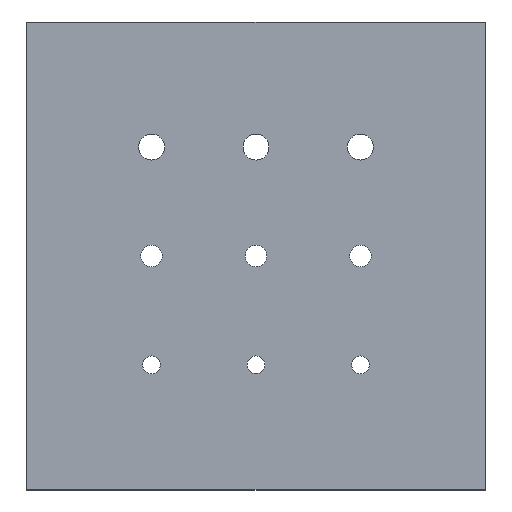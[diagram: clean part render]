
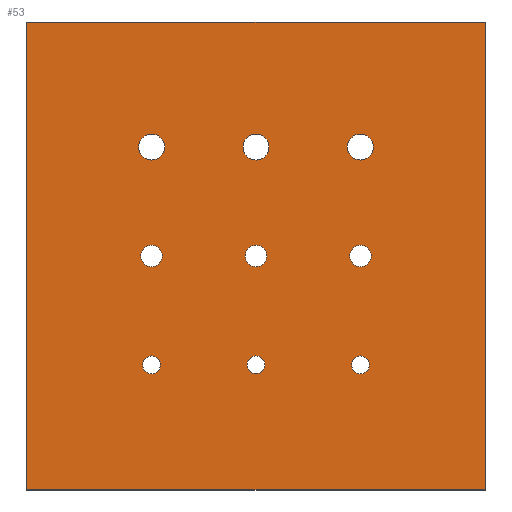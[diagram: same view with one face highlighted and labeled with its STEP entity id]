
A CAD part, top view. The second image highlights one B-rep face of the part: STEP entity #53.
In plain terms, the highlighted planar face has unit normal (0, 0, 1).
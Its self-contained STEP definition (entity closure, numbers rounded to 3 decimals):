
#14=FACE_BOUND('',#190,.T.);
#15=FACE_BOUND('',#191,.T.);
#16=FACE_BOUND('',#192,.T.);
#17=FACE_BOUND('',#193,.T.);
#18=FACE_BOUND('',#194,.T.);
#19=FACE_BOUND('',#195,.T.);
#20=FACE_BOUND('',#196,.T.);
#21=FACE_BOUND('',#197,.T.);
#22=FACE_BOUND('',#198,.T.);
#53=ADVANCED_FACE('',(#121,#14,#15,#16,#17,#18,#19,#20,#21,#22),#1091,.T.);
#121=FACE_OUTER_BOUND('',#189,.T.);
#189=EDGE_LOOP('',(#336,#337,#338,#339));
#190=EDGE_LOOP('',(#340));
#191=EDGE_LOOP('',(#341));
#192=EDGE_LOOP('',(#342));
#193=EDGE_LOOP('',(#343));
#194=EDGE_LOOP('',(#344));
#195=EDGE_LOOP('',(#345));
#196=EDGE_LOOP('',(#346));
#197=EDGE_LOOP('',(#347));
#198=EDGE_LOOP('',(#348));
#336=ORIENTED_EDGE('',*,*,#643,.T.);
#337=ORIENTED_EDGE('',*,*,#647,.F.);
#338=ORIENTED_EDGE('',*,*,#636,.T.);
#339=ORIENTED_EDGE('',*,*,#640,.T.);
#340=ORIENTED_EDGE('',*,*,#758,.T.);
#341=ORIENTED_EDGE('',*,*,#770,.T.);
#342=ORIENTED_EDGE('',*,*,#761,.T.);
#343=ORIENTED_EDGE('',*,*,#764,.T.);
#344=ORIENTED_EDGE('',*,*,#767,.T.);
#345=ORIENTED_EDGE('',*,*,#773,.T.);
#346=ORIENTED_EDGE('',*,*,#779,.T.);
#347=ORIENTED_EDGE('',*,*,#776,.T.);
#348=ORIENTED_EDGE('',*,*,#782,.T.);
#636=EDGE_CURVE('',#972,#973,#834,.T.);
#640=EDGE_CURVE('',#973,#976,#838,.T.);
#643=EDGE_CURVE('',#976,#978,#841,.T.);
#647=EDGE_CURVE('',#972,#978,#845,.T.);
#758=EDGE_CURVE('',#981,#981,#794,.T.);
#761=EDGE_CURVE('',#983,#983,#796,.T.);
#764=EDGE_CURVE('',#984,#984,#798,.T.);
#767=EDGE_CURVE('',#985,#985,#800,.T.);
#770=EDGE_CURVE('',#982,#982,#802,.T.);
#773=EDGE_CURVE('',#986,#986,#804,.T.);
#776=EDGE_CURVE('',#988,#988,#806,.T.);
#779=EDGE_CURVE('',#987,#987,#808,.T.);
#782=EDGE_CURVE('',#980,#980,#810,.T.);
#794=CIRCLE('',#1294,2.4);
#796=CIRCLE('',#1296,2.);
#798=CIRCLE('',#1298,2.);
#800=CIRCLE('',#1300,2.4);
#802=CIRCLE('',#1302,2.4);
#804=CIRCLE('',#1304,2.9);
#806=CIRCLE('',#1306,2.9);
#808=CIRCLE('',#1308,2.9);
#810=CIRCLE('',#1310,2.);
#834=B_SPLINE_CURVE_WITH_KNOTS('',1,(#1648,#1649),.UNSPECIFIED.,.F.,.F.,
(2,2),(0.,102.4),.UNSPECIFIED.);
#838=B_SPLINE_CURVE_WITH_KNOTS('',1,(#1656,#1657),.UNSPECIFIED.,.F.,.F.,
(2,2),(102.4,206.8),.UNSPECIFIED.);
#841=B_SPLINE_CURVE_WITH_KNOTS('',1,(#1662,#1663),.UNSPECIFIED.,.F.,.F.,
(2,2),(206.8,309.2),.UNSPECIFIED.);
#845=B_SPLINE_CURVE_WITH_KNOTS('',1,(#1670,#1671),.UNSPECIFIED.,.F.,.F.,
(2,2),(0.,104.4),.UNSPECIFIED.);
#972=VERTEX_POINT('',#1506);
#973=VERTEX_POINT('',#1507);
#976=VERTEX_POINT('',#1510);
#978=VERTEX_POINT('',#1512);
#980=VERTEX_POINT('',#1514);
#981=VERTEX_POINT('',#1515);
#982=VERTEX_POINT('',#1516);
#983=VERTEX_POINT('',#1517);
#984=VERTEX_POINT('',#1518);
#985=VERTEX_POINT('',#1519);
#986=VERTEX_POINT('',#1520);
#987=VERTEX_POINT('',#1521);
#988=VERTEX_POINT('',#1522);
#1091=PLANE('',#1238);
#1238=AXIS2_PLACEMENT_3D('',#1434,#1327,$);
#1294=AXIS2_PLACEMENT_3D($,#1892,#1383,#1384);
#1296=AXIS2_PLACEMENT_3D($,#1896,#1387,#1388);
#1298=AXIS2_PLACEMENT_3D($,#1900,#1391,#1392);
#1300=AXIS2_PLACEMENT_3D($,#1904,#1395,#1396);
#1302=AXIS2_PLACEMENT_3D($,#1908,#1399,#1400);
#1304=AXIS2_PLACEMENT_3D($,#1912,#1403,#1404);
#1306=AXIS2_PLACEMENT_3D($,#1916,#1407,#1408);
#1308=AXIS2_PLACEMENT_3D($,#1920,#1411,#1412);
#1310=AXIS2_PLACEMENT_3D($,#1924,#1415,#1416);
#1327=DIRECTION('',(0.,0.,1.));
#1383=DIRECTION('',(0.,0.,-1.));
#1384=DIRECTION('',(1.,0.,0.));
#1387=DIRECTION('',(0.,0.,-1.));
#1388=DIRECTION('',(1.,0.,0.));
#1391=DIRECTION('',(0.,0.,-1.));
#1392=DIRECTION('',(1.,0.,0.));
#1395=DIRECTION('',(0.,0.,-1.));
#1396=DIRECTION('',(1.,0.,0.));
#1399=DIRECTION('',(0.,0.,-1.));
#1400=DIRECTION('',(1.,0.,0.));
#1403=DIRECTION('',(0.,0.,-1.));
#1404=DIRECTION('',(1.,0.,0.));
#1407=DIRECTION('',(0.,0.,-1.));
#1408=DIRECTION('',(1.,0.,0.));
#1411=DIRECTION('',(0.,0.,-1.));
#1412=DIRECTION('',(1.,0.,0.));
#1415=DIRECTION('',(0.,0.,-1.));
#1416=DIRECTION('',(1.,0.,0.));
#1434=CARTESIAN_POINT('',(-2.2,-2.2,7.));
#1506=CARTESIAN_POINT('',(100.2,102.2,7.));
#1507=CARTESIAN_POINT('',(-2.2,102.2,7.));
#1510=CARTESIAN_POINT('',(-2.2,-2.2,7.));
#1512=CARTESIAN_POINT('',(100.2,-2.2,7.));
#1514=CARTESIAN_POINT('',(27.7,25.7,7.));
#1515=CARTESIAN_POINT('',(28.1,50.,7.));
#1516=CARTESIAN_POINT('',(51.4,50.,7.));
#1517=CARTESIAN_POINT('',(51.,25.7,7.));
#1518=CARTESIAN_POINT('',(74.3,25.7,7.));
#1519=CARTESIAN_POINT('',(74.7,50.,7.));
#1520=CARTESIAN_POINT('',(75.2,74.3,7.));
#1521=CARTESIAN_POINT('',(28.6,74.3,7.));
#1522=CARTESIAN_POINT('',(51.9,74.3,7.));
#1648=CARTESIAN_POINT('',(100.2,102.2,7.));
#1649=CARTESIAN_POINT('',(-2.2,102.2,7.));
#1656=CARTESIAN_POINT('',(-2.2,102.2,7.));
#1657=CARTESIAN_POINT('',(-2.2,-2.2,7.));
#1662=CARTESIAN_POINT('',(-2.2,-2.2,7.));
#1663=CARTESIAN_POINT('',(100.2,-2.2,7.));
#1670=CARTESIAN_POINT('',(100.2,102.2,7.));
#1671=CARTESIAN_POINT('',(100.2,-2.2,7.));
#1892=CARTESIAN_POINT('',(25.7,50.,7.));
#1896=CARTESIAN_POINT('',(49.,25.7,7.));
#1900=CARTESIAN_POINT('',(72.3,25.7,7.));
#1904=CARTESIAN_POINT('',(72.3,50.,7.));
#1908=CARTESIAN_POINT('',(49.,50.,7.));
#1912=CARTESIAN_POINT('',(72.3,74.3,7.));
#1916=CARTESIAN_POINT('',(49.,74.3,7.));
#1920=CARTESIAN_POINT('',(25.7,74.3,7.));
#1924=CARTESIAN_POINT('',(25.7,25.7,7.));
